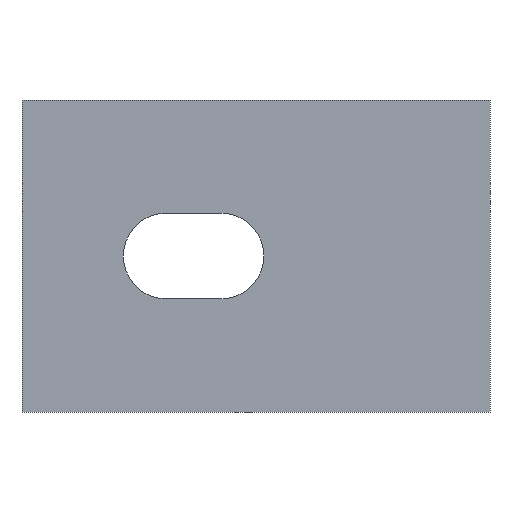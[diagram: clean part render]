
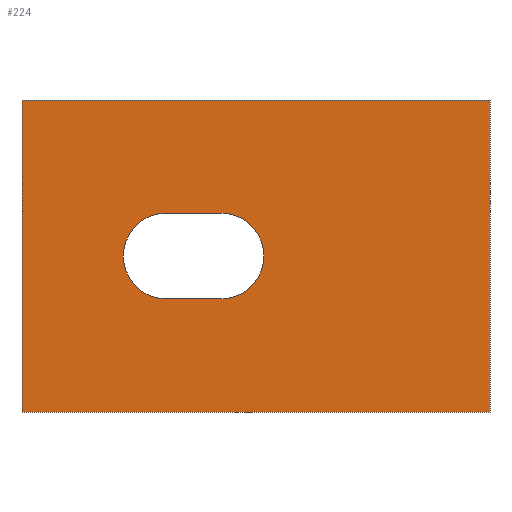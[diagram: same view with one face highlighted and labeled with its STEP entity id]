
A CAD part, left-side view. The second image highlights one B-rep face of the part: STEP entity #224.
In plain terms, the highlighted face is planar.
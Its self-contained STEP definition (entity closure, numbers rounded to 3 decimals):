
#30 = CARTESIAN_POINT ( 'NONE',  ( -5.5, 41.5, 0. ) ) ;
#86 = EDGE_CURVE ( 'NONE', #174, #853, #999, .T. ) ;
#121 = FACE_OUTER_BOUND ( 'NONE', #1068, .T. ) ;
#141 = VERTEX_POINT ( 'NONE', #748 ) ;
#174 = VERTEX_POINT ( 'NONE', #317 ) ;
#175 = ORIENTED_EDGE ( 'NONE', *, *, #597, .T. ) ;
#202 = VERTEX_POINT ( 'NONE', #488 ) ;
#203 = VERTEX_POINT ( 'NONE', #907 ) ;
#204 = VECTOR ( 'NONE', #431, 1000. ) ;
#224 = ADVANCED_FACE ( 'NONE', ( #753, #121 ), #645, .F. ) ;
#234 = VECTOR ( 'NONE', #1117, 1000. ) ;
#242 = VECTOR ( 'NONE', #584, 1000. ) ;
#243 = CARTESIAN_POINT ( 'NONE',  ( -5.5, 34.5, 0. ) ) ;
#250 = EDGE_CURVE ( 'NONE', #853, #252, #1050, .T. ) ;
#252 = VERTEX_POINT ( 'NONE', #1008 ) ;
#263 = CIRCLE ( 'NONE', #993, 5.5 ) ;
#273 = DIRECTION ( 'NONE',  ( 0., 0., -1. ) ) ;
#279 = EDGE_CURVE ( 'NONE', #950, #202, #675, .T. ) ;
#282 = ORIENTED_EDGE ( 'NONE', *, *, #279, .F. ) ;
#286 = CARTESIAN_POINT ( 'NONE',  ( 20., 0., 0. ) ) ;
#317 = CARTESIAN_POINT ( 'NONE',  ( -20., 0., 0. ) ) ;
#318 = ORIENTED_EDGE ( 'NONE', *, *, #1062, .F. ) ;
#337 = EDGE_CURVE ( 'NONE', #141, #950, #804, .T. ) ;
#342 = DIRECTION ( 'NONE',  ( 0., 0., 1. ) ) ;
#343 = EDGE_CURVE ( 'NONE', #203, #174, #795, .T. ) ;
#348 = CARTESIAN_POINT ( 'NONE',  ( 5.5, 34.5, 0. ) ) ;
#352 = ORIENTED_EDGE ( 'NONE', *, *, #1089, .F. ) ;
#355 = CARTESIAN_POINT ( 'NONE',  ( -20., 0., 0. ) ) ;
#383 = ORIENTED_EDGE ( 'NONE', *, *, #86, .T. ) ;
#431 = DIRECTION ( 'NONE',  ( 0., -1., 0. ) ) ;
#461 = ORIENTED_EDGE ( 'NONE', *, *, #250, .T. ) ;
#479 = ORIENTED_EDGE ( 'NONE', *, *, #343, .T. ) ;
#480 = CARTESIAN_POINT ( 'NONE',  ( 5.5, 34.5, 0. ) ) ;
#488 = CARTESIAN_POINT ( 'NONE',  ( -5.5, 34.5, 0. ) ) ;
#493 = LINE ( 'NONE', #575, #920 ) ;
#502 = DIRECTION ( 'NONE',  ( 0., 0., 1. ) ) ;
#575 = CARTESIAN_POINT ( 'NONE',  ( -20., 60., 0. ) ) ;
#584 = DIRECTION ( 'NONE',  ( 1., 0., 0. ) ) ;
#597 = EDGE_CURVE ( 'NONE', #252, #203, #493, .T. ) ;
#633 = DIRECTION ( 'NONE',  ( 0., 1., 0. ) ) ;
#645 = PLANE ( 'NONE',  #1119 ) ;
#675 = LINE ( 'NONE', #243, #838 ) ;
#676 = LINE ( 'NONE', #348, #234 ) ;
#682 = DIRECTION ( 'NONE',  ( 1., 0., 0. ) ) ;
#687 = CARTESIAN_POINT ( 'NONE',  ( 0., 34.5, 0. ) ) ;
#748 = CARTESIAN_POINT ( 'NONE',  ( 5.5, 41.5, 0. ) ) ;
#753 = FACE_BOUND ( 'NONE', #938, .T. ) ;
#756 = AXIS2_PLACEMENT_3D ( 'NONE', #829, #502, #855 ) ;
#795 = LINE ( 'NONE', #355, #204 ) ;
#797 = CARTESIAN_POINT ( 'NONE',  ( 20., 0., 0. ) ) ;
#804 = CIRCLE ( 'NONE', #756, 5.5 ) ;
#817 = CARTESIAN_POINT ( 'NONE',  ( -20., 60., 0. ) ) ;
#829 = CARTESIAN_POINT ( 'NONE',  ( 0., 41.5, 0. ) ) ;
#838 = VECTOR ( 'NONE', #923, 1000. ) ;
#853 = VERTEX_POINT ( 'NONE', #797 ) ;
#855 = DIRECTION ( 'NONE',  ( 1., 0., 0. ) ) ;
#907 = CARTESIAN_POINT ( 'NONE',  ( -20., 60., 0. ) ) ;
#920 = VECTOR ( 'NONE', #1081, 1000. ) ;
#923 = DIRECTION ( 'NONE',  ( 0., -1., 0. ) ) ;
#934 = VERTEX_POINT ( 'NONE', #480 ) ;
#938 = EDGE_LOOP ( 'NONE', ( #318, #352, #282, #1018 ) ) ;
#950 = VERTEX_POINT ( 'NONE', #30 ) ;
#983 = CARTESIAN_POINT ( 'NONE',  ( -20., 0., 0. ) ) ;
#988 = VECTOR ( 'NONE', #633, 1000. ) ;
#993 = AXIS2_PLACEMENT_3D ( 'NONE', #687, #342, #682 ) ;
#999 = LINE ( 'NONE', #983, #242 ) ;
#1008 = CARTESIAN_POINT ( 'NONE',  ( 20., 60., 0. ) ) ;
#1018 = ORIENTED_EDGE ( 'NONE', *, *, #337, .F. ) ;
#1036 = DIRECTION ( 'NONE',  ( -1., 0., 0. ) ) ;
#1050 = LINE ( 'NONE', #286, #988 ) ;
#1062 = EDGE_CURVE ( 'NONE', #934, #141, #676, .T. ) ;
#1068 = EDGE_LOOP ( 'NONE', ( #479, #383, #461, #175 ) ) ;
#1081 = DIRECTION ( 'NONE',  ( -1., 0., 0. ) ) ;
#1089 = EDGE_CURVE ( 'NONE', #202, #934, #263, .T. ) ;
#1117 = DIRECTION ( 'NONE',  ( 0., 1., 0. ) ) ;
#1119 = AXIS2_PLACEMENT_3D ( 'NONE', #817, #273, #1036 ) ;
